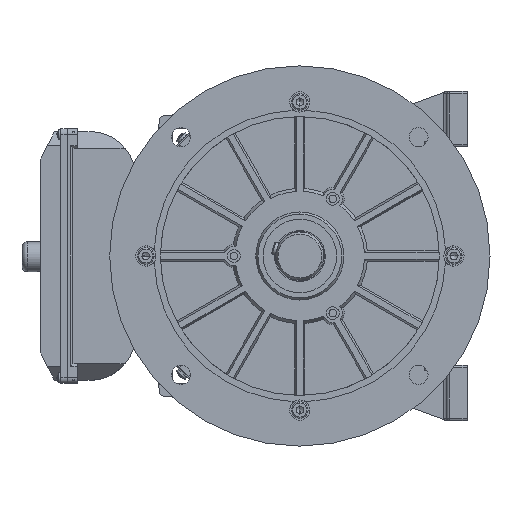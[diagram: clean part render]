
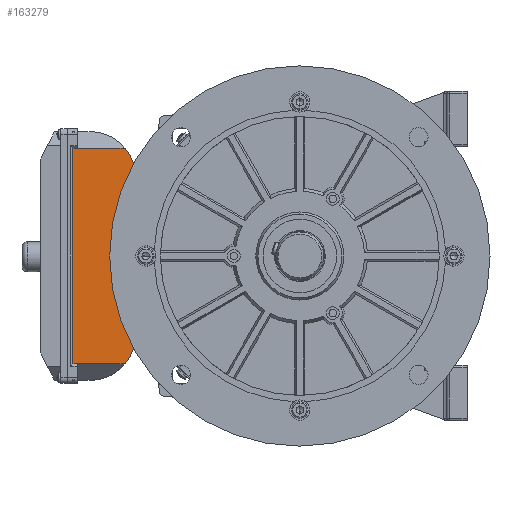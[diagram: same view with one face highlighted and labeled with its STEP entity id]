
A CAD part, left-side view. The second image highlights one B-rep face of the part: STEP entity #163279.
In plain terms, the highlighted face is planar.
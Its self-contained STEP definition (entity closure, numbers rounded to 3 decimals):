
#4956 = DIRECTION ( 'NONE',  ( 0., -1., 0. ) ) ;
#5648 = VECTOR ( 'NONE', #6250, 1000. ) ;
#6250 = DIRECTION ( 'NONE',  ( 0., 1., 0. ) ) ;
#7204 = EDGE_CURVE ( 'NONE', #132624, #128031, #101953, .T. ) ;
#14325 = LINE ( 'NONE', #184417, #45758 ) ;
#15982 = CARTESIAN_POINT ( 'NONE',  ( -85.065, -20.891, 68. ) ) ;
#16355 = LINE ( 'NONE', #167065, #19424 ) ;
#19424 = VECTOR ( 'NONE', #147634, 1000. ) ;
#22467 = ORIENTED_EDGE ( 'NONE', *, *, #37756, .F. ) ;
#24428 = CARTESIAN_POINT ( 'NONE',  ( -85.065, -29.25, 68. ) ) ;
#25730 = CARTESIAN_POINT ( 'NONE',  ( 85.065, -29.25, 68. ) ) ;
#31633 = DIRECTION ( 'NONE',  ( -1., 0., 0. ) ) ;
#37756 = EDGE_CURVE ( 'NONE', #134229, #128031, #14325, .T. ) ;
#38061 = ORIENTED_EDGE ( 'NONE', *, *, #55612, .T. ) ;
#39174 = VERTEX_POINT ( 'NONE', #174428 ) ;
#40576 = EDGE_CURVE ( 'NONE', #39174, #87356, #88147, .T. ) ;
#40717 = CARTESIAN_POINT ( 'NONE',  ( 44.572, -24.75, 68. ) ) ;
#44999 = DIRECTION ( 'NONE',  ( 0., 1., 0. ) ) ;
#45126 = LINE ( 'NONE', #25730, #5648 ) ;
#45356 = CARTESIAN_POINT ( 'NONE',  ( -44.572, -24.75, 68. ) ) ;
#45758 = VECTOR ( 'NONE', #165055, 1000. ) ;
#46133 = DIRECTION ( 'NONE',  ( 1., 0., 0. ) ) ;
#48479 = ORIENTED_EDGE ( 'NONE', *, *, #7204, .T. ) ;
#49807 = ORIENTED_EDGE ( 'NONE', *, *, #103631, .F. ) ;
#50941 = DIRECTION ( 'NONE',  ( 0., 0., -1. ) ) ;
#51355 = EDGE_CURVE ( 'NONE', #74569, #86255, #45126, .T. ) ;
#53148 = CIRCLE ( 'NONE', #125407, 36. ) ;
#53524 = ORIENTED_EDGE ( 'NONE', *, *, #40576, .F. ) ;
#55612 = EDGE_CURVE ( 'NONE', #39174, #74569, #83707, .T. ) ;
#56436 = VECTOR ( 'NONE', #46133, 1000. ) ;
#57360 = EDGE_LOOP ( 'NONE', ( #38061, #106490, #113220, #48479, #22467, #49807, #119496, #53524 ) ) ;
#57624 = FACE_OUTER_BOUND ( 'NONE', #57360, .T. ) ;
#64342 = CARTESIAN_POINT ( 'NONE',  ( 85.065, -45.25, 68. ) ) ;
#65469 = CARTESIAN_POINT ( 'NONE',  ( -119.5, 20.25, 68. ) ) ;
#67350 = AXIS2_PLACEMENT_3D ( 'NONE', #70323, #50941, #31633 ) ;
#68494 = DIRECTION ( 'NONE',  ( -1., 0., 0. ) ) ;
#70323 = CARTESIAN_POINT ( 'NONE',  ( -119.5, -29.25, 68. ) ) ;
#72787 = EDGE_CURVE ( 'NONE', #87356, #141179, #16355, .T. ) ;
#74569 = VERTEX_POINT ( 'NONE', #83214 ) ;
#78544 = DIRECTION ( 'NONE',  ( -1., 0., 0. ) ) ;
#83214 = CARTESIAN_POINT ( 'NONE',  ( 85.065, 16.75, 68. ) ) ;
#83372 = VECTOR ( 'NONE', #44999, 1000. ) ;
#83707 = LINE ( 'NONE', #64342, #83372 ) ;
#84843 = LINE ( 'NONE', #65469, #56436 ) ;
#86255 = VERTEX_POINT ( 'NONE', #169371 ) ;
#87356 = VERTEX_POINT ( 'NONE', #40717 ) ;
#87887 = DIRECTION ( 'NONE',  ( 0., 0., -1. ) ) ;
#88147 = CIRCLE ( 'NONE', #123145, 36. ) ;
#89721 = PLANE ( 'NONE',  #67350 ) ;
#97937 = DIRECTION ( 'NONE',  ( 0., 0., -1. ) ) ;
#101953 = LINE ( 'NONE', #24428, #136912 ) ;
#103631 = EDGE_CURVE ( 'NONE', #141179, #134229, #53148, .T. ) ;
#106490 = ORIENTED_EDGE ( 'NONE', *, *, #51355, .T. ) ;
#107369 = CARTESIAN_POINT ( 'NONE',  ( 62., 6.75, 68. ) ) ;
#113220 = ORIENTED_EDGE ( 'NONE', *, *, #172064, .F. ) ;
#119496 = ORIENTED_EDGE ( 'NONE', *, *, #72787, .F. ) ;
#123059 = CARTESIAN_POINT ( 'NONE',  ( -85.065, 20.25, 68. ) ) ;
#123145 = AXIS2_PLACEMENT_3D ( 'NONE', #107369, #87887, #68494 ) ;
#125407 = AXIS2_PLACEMENT_3D ( 'NONE', #136864, #97937, #78544 ) ;
#128031 = VERTEX_POINT ( 'NONE', #188594 ) ;
#132624 = VERTEX_POINT ( 'NONE', #123059 ) ;
#134229 = VERTEX_POINT ( 'NONE', #15982 ) ;
#136864 = CARTESIAN_POINT ( 'NONE',  ( -62., 6.75, 68. ) ) ;
#136912 = VECTOR ( 'NONE', #4956, 1000. ) ;
#141179 = VERTEX_POINT ( 'NONE', #45356 ) ;
#147634 = DIRECTION ( 'NONE',  ( -1., 0., 0. ) ) ;
#163279 = ADVANCED_FACE ( 'NONE', ( #57624 ), #89721, .F. ) ;
#165055 = DIRECTION ( 'NONE',  ( 0., 1., 0. ) ) ;
#167065 = CARTESIAN_POINT ( 'NONE',  ( -44.572, -24.75, 68. ) ) ;
#169371 = CARTESIAN_POINT ( 'NONE',  ( 85.065, 20.25, 68. ) ) ;
#172064 = EDGE_CURVE ( 'NONE', #132624, #86255, #84843, .T. ) ;
#174428 = CARTESIAN_POINT ( 'NONE',  ( 85.065, -20.891, 68. ) ) ;
#184417 = CARTESIAN_POINT ( 'NONE',  ( -85.065, -45.25, 68. ) ) ;
#188594 = CARTESIAN_POINT ( 'NONE',  ( -85.065, 16.75, 68. ) ) ;
